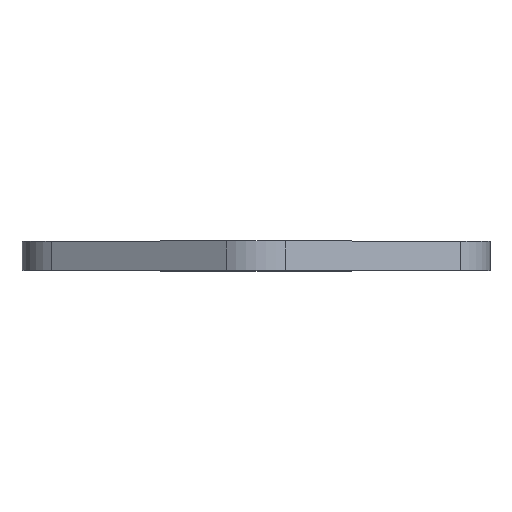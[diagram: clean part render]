
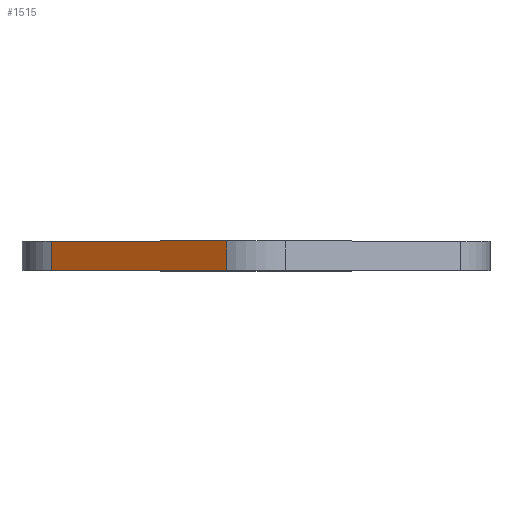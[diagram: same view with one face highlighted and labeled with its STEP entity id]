
A CAD part, top view. The second image highlights one B-rep face of the part: STEP entity #1515.
In plain terms, the highlighted planar face has unit normal (-0.5, 0, 0.866).
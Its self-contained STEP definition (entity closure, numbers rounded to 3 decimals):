
#40 = AXIS2_PLACEMENT_3D ( 'NONE', #78, #945, #963 ) ;
#78 = CARTESIAN_POINT ( 'NONE',  ( -40., 5., 23.094 ) ) ;
#79 = EDGE_CURVE ( 'NONE', #442, #1103, #1223, .T. ) ;
#194 = FACE_OUTER_BOUND ( 'NONE', #1572, .T. ) ;
#199 = CARTESIAN_POINT ( 'NONE',  ( -5., 5., 43.301 ) ) ;
#204 = PLANE ( 'NONE',  #40 ) ;
#271 = ORIENTED_EDGE ( 'NONE', *, *, #1338, .T. ) ;
#324 = VECTOR ( 'NONE', #770, 1000. ) ;
#347 = DIRECTION ( 'NONE',  ( 0.866, 0., 0.5 ) ) ;
#353 = CARTESIAN_POINT ( 'NONE',  ( -40., 0., 23.094 ) ) ;
#371 = DIRECTION ( 'NONE',  ( 0., 1., 0. ) ) ;
#442 = VERTEX_POINT ( 'NONE', #651 ) ;
#486 = DIRECTION ( 'NONE',  ( 0., -1., 0. ) ) ;
#651 = CARTESIAN_POINT ( 'NONE',  ( -35., 5., 25.981 ) ) ;
#680 = VECTOR ( 'NONE', #486, 1000. ) ;
#685 = CARTESIAN_POINT ( 'NONE',  ( -5., 0., 43.301 ) ) ;
#746 = CARTESIAN_POINT ( 'NONE',  ( -35., 5., 25.981 ) ) ;
#770 = DIRECTION ( 'NONE',  ( 0.866, 0., 0.5 ) ) ;
#777 = LINE ( 'NONE', #1039, #324 ) ;
#872 = LINE ( 'NONE', #353, #1511 ) ;
#945 = DIRECTION ( 'NONE',  ( 0.5, 0., -0.866 ) ) ;
#957 = EDGE_CURVE ( 'NONE', #442, #1189, #777, .T. ) ;
#963 = DIRECTION ( 'NONE',  ( -0.866, 0., -0.5 ) ) ;
#1039 = CARTESIAN_POINT ( 'NONE',  ( -40., 5., 23.094 ) ) ;
#1058 = CARTESIAN_POINT ( 'NONE',  ( -35., 0., 25.981 ) ) ;
#1103 = VERTEX_POINT ( 'NONE', #1058 ) ;
#1138 = LINE ( 'NONE', #1267, #1205 ) ;
#1151 = ORIENTED_EDGE ( 'NONE', *, *, #957, .F. ) ;
#1189 = VERTEX_POINT ( 'NONE', #199 ) ;
#1205 = VECTOR ( 'NONE', #371, 1000. ) ;
#1213 = ORIENTED_EDGE ( 'NONE', *, *, #1615, .T. ) ;
#1223 = LINE ( 'NONE', #746, #680 ) ;
#1258 = ORIENTED_EDGE ( 'NONE', *, *, #79, .T. ) ;
#1267 = CARTESIAN_POINT ( 'NONE',  ( -5., 5., 43.301 ) ) ;
#1338 = EDGE_CURVE ( 'NONE', #1496, #1189, #1138, .T. ) ;
#1496 = VERTEX_POINT ( 'NONE', #685 ) ;
#1511 = VECTOR ( 'NONE', #347, 1000. ) ;
#1515 = ADVANCED_FACE ( 'NONE', ( #194 ), #204, .F. ) ;
#1572 = EDGE_LOOP ( 'NONE', ( #1151, #1258, #1213, #271 ) ) ;
#1615 = EDGE_CURVE ( 'NONE', #1103, #1496, #872, .T. ) ;
